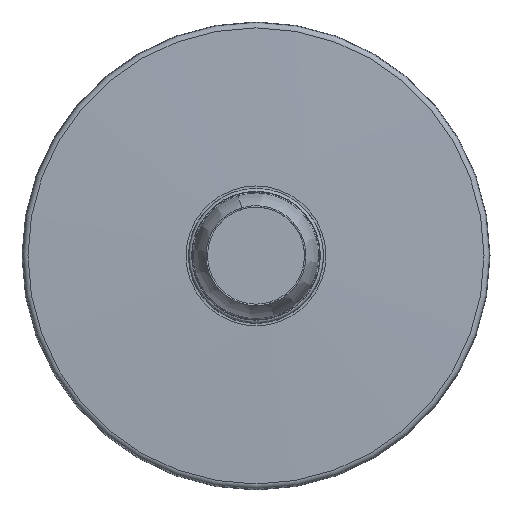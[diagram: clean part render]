
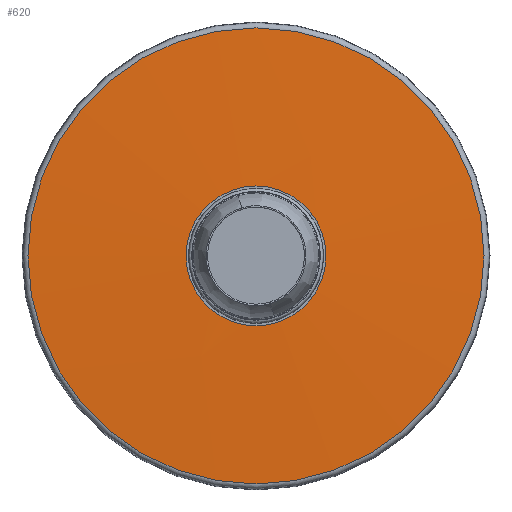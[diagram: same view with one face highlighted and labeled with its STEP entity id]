
A CAD part, top view. The second image highlights one B-rep face of the part: STEP entity #620.
In plain terms, the highlighted spherical face has radius 1892 mm.
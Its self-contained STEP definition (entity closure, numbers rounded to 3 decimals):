
#11 = CIRCLE ( 'NONE', #35, 82.834 ) ;
#17 = AXIS2_PLACEMENT_3D ( 'NONE', #613, #611, #609 ) ;
#20 = EDGE_CURVE ( 'NONE', #542, #542, #11, .T. ) ;
#35 = AXIS2_PLACEMENT_3D ( 'NONE', #729, #684, #678 ) ;
#39 = EDGE_CURVE ( 'NONE', #545, #545, #56, .T. ) ;
#56 = CIRCLE ( 'NONE', #17, 25.407 ) ;
#65 = ORIENTED_EDGE ( 'NONE', *, *, #39, .T. ) ;
#163 = EDGE_LOOP ( 'NONE', ( #322 ) ) ;
#197 = CARTESIAN_POINT ( 'NONE',  ( 0., 25.407, 13.81 ) ) ;
#289 = CARTESIAN_POINT ( 'NONE',  ( 82.834, 0., 12.166 ) ) ;
#322 = ORIENTED_EDGE ( 'NONE', *, *, #20, .F. ) ;
#542 = VERTEX_POINT ( 'NONE', #289 ) ;
#545 = VERTEX_POINT ( 'NONE', #197 ) ;
#607 = DIRECTION ( 'NONE',  ( 0.479, 0.878, 0. ) ) ;
#609 = DIRECTION ( 'NONE',  ( 0., 1., 0. ) ) ;
#611 = DIRECTION ( 'NONE',  ( 0., 0., -1. ) ) ;
#613 = CARTESIAN_POINT ( 'NONE',  ( 0., 0., 13.81 ) ) ;
#614 = CARTESIAN_POINT ( 'NONE',  ( 0., 0., -1878.019 ) ) ;
#617 = DIRECTION ( 'NONE',  ( 0.878, -0.479, 0. ) ) ;
#620 = ADVANCED_FACE ( 'NONE', ( #655, #677 ), #656, .T. ) ;
#655 = FACE_OUTER_BOUND ( 'NONE', #163, .T. ) ;
#656 = SPHERICAL_SURFACE ( 'NONE', #680, 1892. ) ;
#677 = FACE_OUTER_BOUND ( 'NONE', #740, .T. ) ;
#678 = DIRECTION ( 'NONE',  ( 1., 0., 0. ) ) ;
#680 = AXIS2_PLACEMENT_3D ( 'NONE', #614, #617, #607 ) ;
#684 = DIRECTION ( 'NONE',  ( 0., 0., -1. ) ) ;
#729 = CARTESIAN_POINT ( 'NONE',  ( 0., 0., 12.166 ) ) ;
#740 = EDGE_LOOP ( 'NONE', ( #65 ) ) ;
